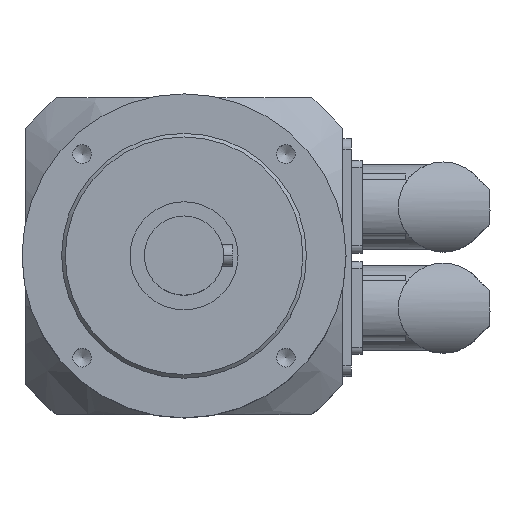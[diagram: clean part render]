
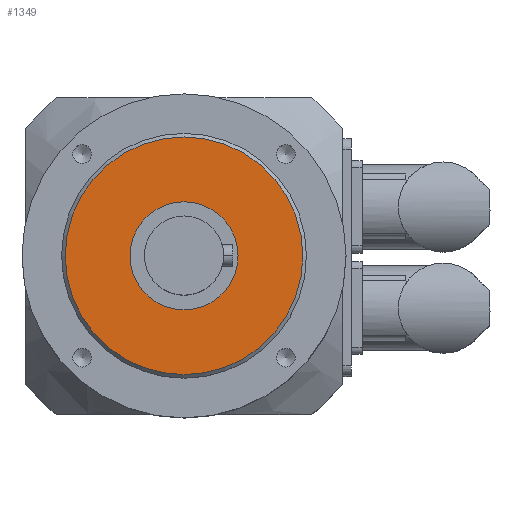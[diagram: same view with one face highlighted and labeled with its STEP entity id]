
A CAD part, top view. The second image highlights one B-rep face of the part: STEP entity #1349.
In plain terms, the highlighted face is planar.
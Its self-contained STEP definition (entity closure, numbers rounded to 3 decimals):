
#681=FACE_BOUND('',#2148,.T.);
#1022=CIRCLE('',#6175,15.);
#1023=CIRCLE('',#6176,33.);
#1349=ADVANCED_FACE('',(#681,#1731),#1455,.T.);
#1455=PLANE('',#6177);
#1731=FACE_OUTER_BOUND('',#2149,.T.);
#2148=EDGE_LOOP('',(#3644));
#2149=EDGE_LOOP('',(#3645));
#3644=ORIENTED_EDGE('',*,*,#5006,.F.);
#3645=ORIENTED_EDGE('',*,*,#5007,.T.);
#4243=VERTEX_POINT('',#10200);
#4244=VERTEX_POINT('',#10202);
#5006=EDGE_CURVE('',#4243,#4243,#1022,.T.);
#5007=EDGE_CURVE('',#4244,#4244,#1023,.T.);
#6175=AXIS2_PLACEMENT_3D('',#10199,#7712,#7713);
#6176=AXIS2_PLACEMENT_3D('',#10201,#7714,#7715);
#6177=AXIS2_PLACEMENT_3D('',#10203,#7716,#7717);
#7712=DIRECTION('',(0.,0.,-1.));
#7713=DIRECTION('',(0.,1.,0.));
#7714=DIRECTION('',(0.,0.,-1.));
#7715=DIRECTION('',(0.,1.,0.));
#7716=DIRECTION('',(0.,0.,-1.));
#7717=DIRECTION('',(0.,1.,0.));
#10199=CARTESIAN_POINT('',(0.,0.,
-67.5));
#10200=CARTESIAN_POINT('',(0.,15.,-67.5));
#10201=CARTESIAN_POINT('',(0.,0.,
-67.5));
#10202=CARTESIAN_POINT('',(0.,33.,-67.5));
#10203=CARTESIAN_POINT('',(0.,0.,
-67.5));
